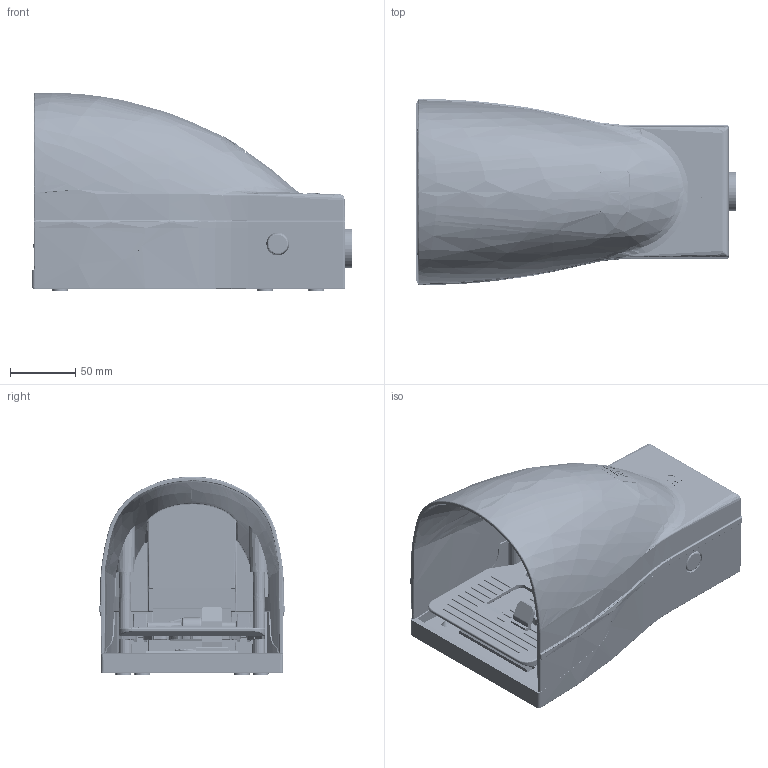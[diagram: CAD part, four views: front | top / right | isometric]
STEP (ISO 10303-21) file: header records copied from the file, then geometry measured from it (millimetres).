
FILE_DESCRIPTION(( 'PEDN 304 SA.STEP' ), '1');
FILE_NAME( 'PEDN 304 SA.STEP', '2019-03-04T12:05:55',( 'Sopra'),('sopra-pneumatic.com'), 'SwSTEP 2.0','SolidWorks 2009','' );
FILE_SCHEMA (( 'AUTOMOTIVE_DESIGN' ));
Length unit declared in the file: millimetre
Products named in the file (1): 1_088_4n
Bounding box: 243.9 x 142.41 x 151.85 mm (x, y, z)
Volume: 557441.6 mm3; surface area: 339192.8 mm2
Topology: 17 solids, 17 shells, 4622 faces, 11391 edges, 6681 vertices
Faces by surface type: cylinder 1543, bspline 1188, plane 1051, cone 503, sphere 187, torus 150
Entity records: 286506 total; most frequent: CARTESIAN_POINT 189496, ORIENTED_EDGE 22326, DIRECTION 16740, EDGE_CURVE 11163, VERTEX_POINT 6654, AXIS2_PLACEMENT_3D 6494, EDGE_LOOP 4729, ADVANCED_FACE 4621
